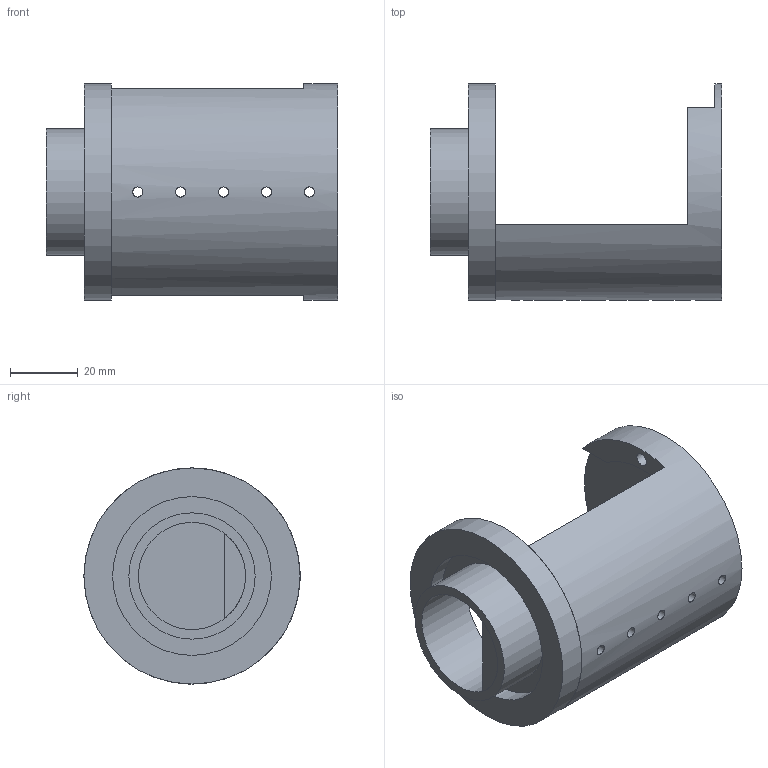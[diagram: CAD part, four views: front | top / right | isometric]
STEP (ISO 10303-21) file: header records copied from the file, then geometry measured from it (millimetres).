
FILE_DESCRIPTION(/* description */ (''),/* implementation_level */ '2;1');
FILE_NAME(/* name */ 'liion-endcap.step',/* time_stamp */ '2024-01-16T12:03:31+11:00',/* author */ (''),/* organization */ (''),/* preprocessor_version */ 'ST-DEVELOPER v20',/* originating_system */ 'Autodesk Translation Framework v12.14.0.127',/* authorisation */ '');
FILE_SCHEMA (('AUTOMOTIVE_DESIGN { 1 0 10303 214 3 1 1 }'));
Length unit declared in the file: millimetre
Products named in the file (3): liion-endcap; pvc-connector; main-body
Assembly tree (2 placements, depth 2):
  liion-endcap
    pvc-connector
    main-body
Bounding box: 86.2 x 64 x 64 mm (x, y, z)
Volume: 95549.3 mm3; surface area: 30395.1 mm2
Topology: 2 solids, 2 shells, 33 faces, 82 edges, 55 vertices
Faces by surface type: plane 18, cylinder 15
Full cylindrical faces by diameter (mm): 3 x5, 4 x2, 31.75 x1, 37.4 x1, 47 x1, 64 x2
Entity records: 1262 total; most frequent: CARTESIAN_POINT 345, DIRECTION 179, ORIENTED_EDGE 164, EDGE_CURVE 82, AXIS2_PLACEMENT_3D 69, VERTEX_POINT 55, EDGE_LOOP 51, LINE 41
